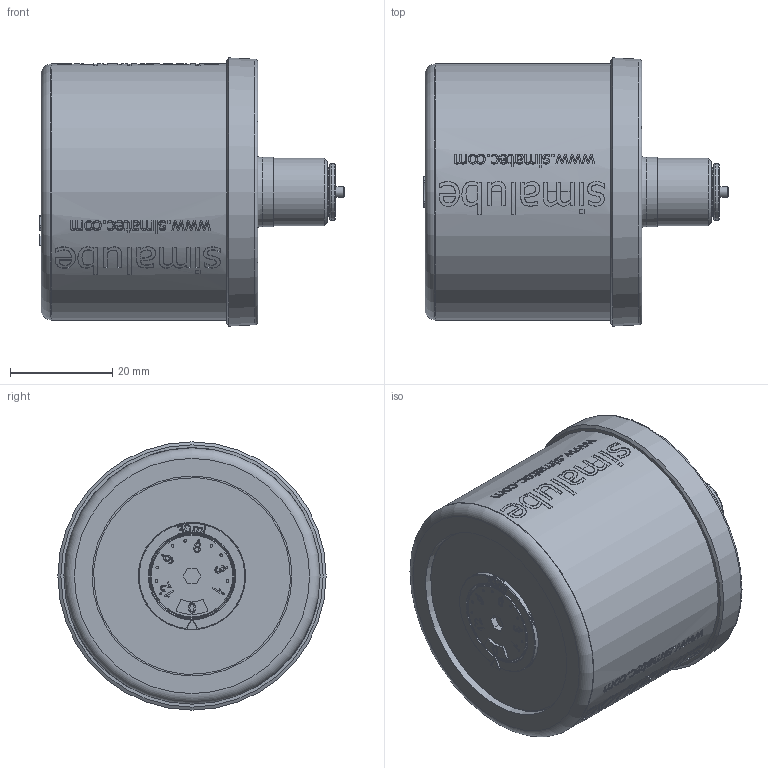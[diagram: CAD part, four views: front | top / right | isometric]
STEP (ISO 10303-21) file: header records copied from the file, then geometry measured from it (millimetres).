
FILE_DESCRIPTION((''),'2;1');
FILE_NAME('SL00_30.stp','2011-12-05T08:28:20',('pascalzweiacker'),(''),'Autodesk Inventor 2012','Autodesk Inventor 2012','');
FILE_SCHEMA(('AUTOMOTIVE_DESIGN { 1 0 10303 214 1 1 1 1 }'));
Length unit declared in the file: millimetre
Products named in the file (1): SL00_30
Bounding box: 59.54 x 52.36 x 52.36 mm (x, y, z)
Volume: 84743.9 mm3; surface area: 12025 mm2
Topology: 1 solids, 3 shells, 1473 faces, 3967 edges, 2628 vertices
Faces by surface type: bspline 721, plane 557, cylinder 153, cone 30, torus 12
Full cylindrical faces by diameter (mm): 0.4 x5, 0.5 x7, 1 x1, 2 x1, 5.2 x1, 6.6 x1, 9.5 x1, 11 x1, 13.157 x1, 16.1 x1, 16.65 x1, 17.05 x1, 20.85 x1, 20.92 x1, 38.4 x1, 39 x1, 50 x1
Entity records: 205413 total; most frequent: CARTESIAN_POINT 174376, ORIENTED_EDGE 7750, DIRECTION 3899, EDGE_CURVE 3875, VERTEX_POINT 2592, B_SPLINE_CURVE_WITH_KNOTS 1662, EDGE_LOOP 1659, VECTOR 1613
